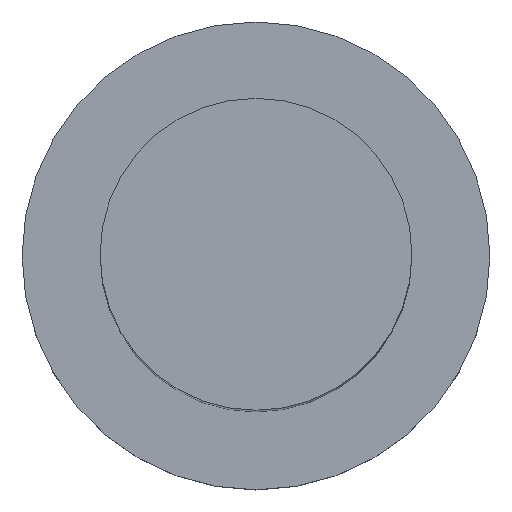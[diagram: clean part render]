
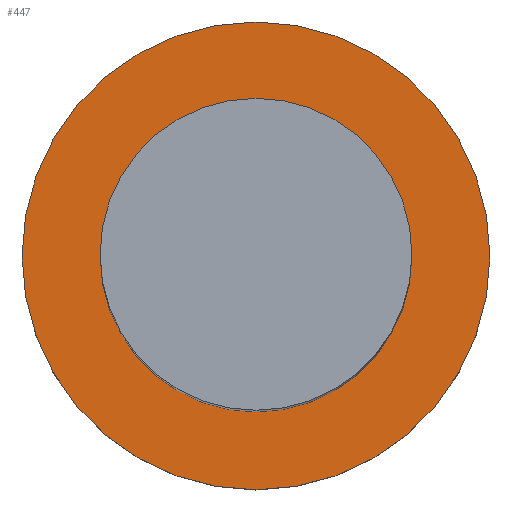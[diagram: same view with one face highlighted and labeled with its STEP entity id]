
A CAD part, top view. The second image highlights one B-rep face of the part: STEP entity #447.
In plain terms, the highlighted planar face has unit normal (0, 0, 1).
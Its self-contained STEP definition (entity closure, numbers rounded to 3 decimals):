
#10 = ORIENTED_EDGE ( 'NONE', *, *, #64, .T. ) ;
#36 = VERTEX_POINT ( 'NONE', #160 ) ;
#41 = AXIS2_PLACEMENT_3D ( 'NONE', #271, #231, #192 ) ;
#64 = EDGE_CURVE ( 'NONE', #129, #284, #465, .T. ) ;
#86 = AXIS2_PLACEMENT_3D ( 'NONE', #488, #136, #291 ) ;
#92 = CARTESIAN_POINT ( 'NONE',  ( 0., 0., 1. ) ) ;
#94 = ORIENTED_EDGE ( 'NONE', *, *, #510, .F. ) ;
#101 = DIRECTION ( 'NONE',  ( 0., 0., 1. ) ) ;
#122 = EDGE_CURVE ( 'NONE', #36, #479, #273, .T. ) ;
#129 = VERTEX_POINT ( 'NONE', #260 ) ;
#136 = DIRECTION ( 'NONE',  ( 0., 0., 1. ) ) ;
#150 = DIRECTION ( 'NONE',  ( 0., 0., 1. ) ) ;
#153 = CARTESIAN_POINT ( 'NONE',  ( -1., 0., 1. ) ) ;
#160 = CARTESIAN_POINT ( 'NONE',  ( 1., 0., 1. ) ) ;
#180 = CARTESIAN_POINT ( 'NONE',  ( -1.5, 0., 1. ) ) ;
#187 = FACE_BOUND ( 'NONE', #203, .T. ) ;
#192 = DIRECTION ( 'NONE',  ( 1., 0., 0. ) ) ;
#203 = EDGE_LOOP ( 'NONE', ( #94, #367 ) ) ;
#231 = DIRECTION ( 'NONE',  ( 0., 0., 1. ) ) ;
#243 = DIRECTION ( 'NONE',  ( 0., 0., 1. ) ) ;
#260 = CARTESIAN_POINT ( 'NONE',  ( 1.5, 0., 1. ) ) ;
#261 = PLANE ( 'NONE',  #457 ) ;
#271 = CARTESIAN_POINT ( 'NONE',  ( 0., 0., 1. ) ) ;
#273 = CIRCLE ( 'NONE', #449, 1. ) ;
#284 = VERTEX_POINT ( 'NONE', #180 ) ;
#290 = CARTESIAN_POINT ( 'NONE',  ( 0., 0., 1. ) ) ;
#291 = DIRECTION ( 'NONE',  ( 1., 0., 0. ) ) ;
#310 = ORIENTED_EDGE ( 'NONE', *, *, #371, .T. ) ;
#315 = EDGE_LOOP ( 'NONE', ( #310, #10 ) ) ;
#339 = CIRCLE ( 'NONE', #402, 1.5 ) ;
#367 = ORIENTED_EDGE ( 'NONE', *, *, #122, .F. ) ;
#371 = EDGE_CURVE ( 'NONE', #284, #129, #339, .T. ) ;
#374 = DIRECTION ( 'NONE',  ( 1., 0., 0. ) ) ;
#376 = CIRCLE ( 'NONE', #41, 1. ) ;
#388 = CARTESIAN_POINT ( 'NONE',  ( 0., 0., 1. ) ) ;
#390 = FACE_OUTER_BOUND ( 'NONE', #315, .T. ) ;
#402 = AXIS2_PLACEMENT_3D ( 'NONE', #290, #101, #374 ) ;
#407 = DIRECTION ( 'NONE',  ( 1., 0., 0. ) ) ;
#447 = ADVANCED_FACE ( 'NONE', ( #187, #390 ), #261, .T. ) ;
#449 = AXIS2_PLACEMENT_3D ( 'NONE', #92, #243, #407 ) ;
#457 = AXIS2_PLACEMENT_3D ( 'NONE', #388, #150, #502 ) ;
#465 = CIRCLE ( 'NONE', #86, 1.5 ) ;
#479 = VERTEX_POINT ( 'NONE', #153 ) ;
#488 = CARTESIAN_POINT ( 'NONE',  ( 0., 0., 1. ) ) ;
#502 = DIRECTION ( 'NONE',  ( 1., 0., 0. ) ) ;
#510 = EDGE_CURVE ( 'NONE', #479, #36, #376, .T. ) ;
